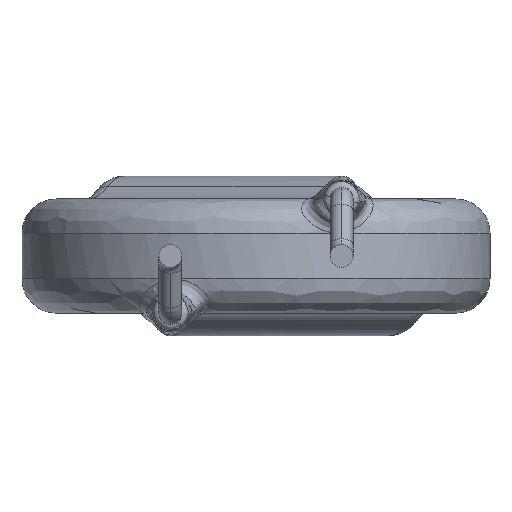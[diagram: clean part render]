
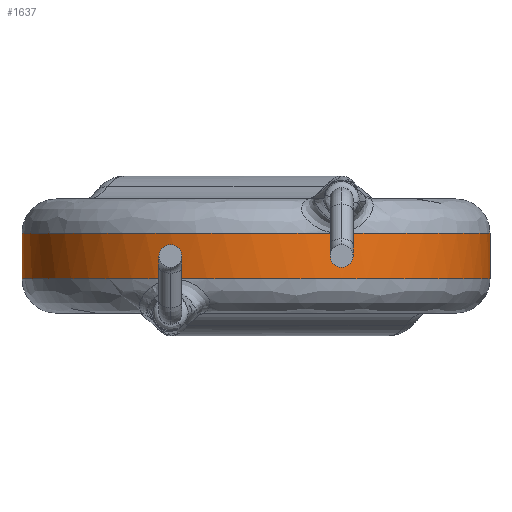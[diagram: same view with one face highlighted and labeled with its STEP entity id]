
A CAD part, front view. The second image highlights one B-rep face of the part: STEP entity #1637.
In plain terms, the highlighted cylindrical face has radius 10.25 mm (diameter 20.5 mm), a partial arc.
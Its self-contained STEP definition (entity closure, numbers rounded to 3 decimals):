
#5 = CARTESIAN_POINT ( 'NONE',  ( -10.25, 0., -1. ) ) ;
#9 = AXIS2_PLACEMENT_3D ( 'NONE', #3409, #1694, #3387 ) ;
#105 = CARTESIAN_POINT ( 'NONE',  ( 1.342, -10.25, -1. ) ) ;
#273 = B_SPLINE_CURVE_WITH_KNOTS ( 'NONE', 3,
 ( #5, #1433, #2840, #3913, #1535, #3284, #1183, #2944, #4363, #105, #1666, #3427, #3085, #2693, #1687, #4141, #999, #1970 ),
 .UNSPECIFIED., .F., .F.,
 ( 4, 2, 2, 2, 2, 2, 2, 2, 4 ),
 ( 0.5, 0.563, 0.625, 0.688, 0.75, 0.813, 0.875, 0.938, 1. ),
 .UNSPECIFIED. ) ;
#321 = CARTESIAN_POINT ( 'NONE',  ( 10.25, 0., 1. ) ) ;
#464 = CARTESIAN_POINT ( 'NONE',  ( -8.956, -5.162, 1. ) ) ;
#520 = CYLINDRICAL_SURFACE ( 'NONE', #9, 10.25 ) ;
#715 = VECTOR ( 'NONE', #1148, 1000. ) ;
#799 = LINE ( 'NONE', #4331, #715 ) ;
#822 = EDGE_CURVE ( 'NONE', #857, #3964, #2392, .T. ) ;
#857 = VERTEX_POINT ( 'NONE', #3180 ) ;
#863 = CARTESIAN_POINT ( 'NONE',  ( 10.25, 0., -1. ) ) ;
#871 = EDGE_CURVE ( 'NONE', #4309, #2471, #273, .T. ) ;
#999 = CARTESIAN_POINT ( 'NONE',  ( 10.25, -1.342, -1. ) ) ;
#1014 = CARTESIAN_POINT ( 'NONE',  ( 2.683, -9.983, 1. ) ) ;
#1148 = DIRECTION ( 'NONE',  ( 0., 0., -1. ) ) ;
#1183 = CARTESIAN_POINT ( 'NONE',  ( -5.162, -8.956, -1. ) ) ;
#1344 = CARTESIAN_POINT ( 'NONE',  ( 9.983, -2.683, 1. ) ) ;
#1415 = CARTESIAN_POINT ( 'NONE',  ( 10.25, -1.342, 1. ) ) ;
#1433 = CARTESIAN_POINT ( 'NONE',  ( -10.25, -1.342, -1. ) ) ;
#1490 = CARTESIAN_POINT ( 'NONE',  ( -10.25, 0., 1. ) ) ;
#1535 = CARTESIAN_POINT ( 'NONE',  ( -8.197, -6.299, -1. ) ) ;
#1637 = ADVANCED_FACE ( 'NONE', ( #1645 ), #520, .T. ) ;
#1645 = FACE_OUTER_BOUND ( 'NONE', #3660, .T. ) ;
#1666 = CARTESIAN_POINT ( 'NONE',  ( 2.683, -9.983, -1. ) ) ;
#1687 = CARTESIAN_POINT ( 'NONE',  ( 8.956, -5.162, -1. ) ) ;
#1694 = DIRECTION ( 'NONE',  ( 0., 0., -1. ) ) ;
#1728 = CARTESIAN_POINT ( 'NONE',  ( 8.197, -6.299, 1. ) ) ;
#1797 = CARTESIAN_POINT ( 'NONE',  ( -9.983, -2.683, 1. ) ) ;
#1831 = LINE ( 'NONE', #4353, #4202 ) ;
#1970 = CARTESIAN_POINT ( 'NONE',  ( 10.25, 0., -1. ) ) ;
#2001 = EDGE_CURVE ( 'NONE', #857, #2471, #1831, .T. ) ;
#2009 = EDGE_CURVE ( 'NONE', #3964, #4309, #799, .T. ) ;
#2071 = CARTESIAN_POINT ( 'NONE',  ( 8.956, -5.162, 1. ) ) ;
#2097 = CARTESIAN_POINT ( 'NONE',  ( 1.342, -10.25, 1. ) ) ;
#2116 = CARTESIAN_POINT ( 'NONE',  ( -6.299, -8.197, 1. ) ) ;
#2252 = CARTESIAN_POINT ( 'NONE',  ( -10.25, 0., 1. ) ) ;
#2392 = B_SPLINE_CURVE_WITH_KNOTS ( 'NONE', 3,
 ( #321, #1415, #1344, #2071, #1728, #3122, #4200, #1014, #2097, #4219, #2463, #3874, #2116, #3516, #464, #1797, #2848, #1490 ),
 .UNSPECIFIED., .F., .F.,
 ( 4, 2, 2, 2, 2, 2, 2, 2, 4 ),
 ( 0., 0.063, 0.125, 0.187, 0.25, 0.312, 0.375, 0.438, 0.5 ),
 .UNSPECIFIED. ) ;
#2435 = CARTESIAN_POINT ( 'NONE',  ( -10.25, 0., -1. ) ) ;
#2463 = CARTESIAN_POINT ( 'NONE',  ( -2.683, -9.983, 1. ) ) ;
#2471 = VERTEX_POINT ( 'NONE', #863 ) ;
#2574 = ORIENTED_EDGE ( 'NONE', *, *, #2001, .F. ) ;
#2639 = ORIENTED_EDGE ( 'NONE', *, *, #2009, .T. ) ;
#2662 = ORIENTED_EDGE ( 'NONE', *, *, #871, .T. ) ;
#2693 = CARTESIAN_POINT ( 'NONE',  ( 8.197, -6.299, -1. ) ) ;
#2840 = CARTESIAN_POINT ( 'NONE',  ( -9.983, -2.683, -1. ) ) ;
#2848 = CARTESIAN_POINT ( 'NONE',  ( -10.25, -1.342, 1. ) ) ;
#2909 = DIRECTION ( 'NONE',  ( 0., 0., -1. ) ) ;
#2944 = CARTESIAN_POINT ( 'NONE',  ( -2.683, -9.983, -1. ) ) ;
#3069 = ORIENTED_EDGE ( 'NONE', *, *, #822, .T. ) ;
#3085 = CARTESIAN_POINT ( 'NONE',  ( 6.299, -8.197, -1. ) ) ;
#3122 = CARTESIAN_POINT ( 'NONE',  ( 6.299, -8.197, 1. ) ) ;
#3180 = CARTESIAN_POINT ( 'NONE',  ( 10.25, 0., 1. ) ) ;
#3284 = CARTESIAN_POINT ( 'NONE',  ( -6.299, -8.197, -1. ) ) ;
#3387 = DIRECTION ( 'NONE',  ( -1., 0., 0. ) ) ;
#3409 = CARTESIAN_POINT ( 'NONE',  ( 0., 0., 2.5 ) ) ;
#3427 = CARTESIAN_POINT ( 'NONE',  ( 5.162, -8.956, -1. ) ) ;
#3516 = CARTESIAN_POINT ( 'NONE',  ( -8.197, -6.299, 1. ) ) ;
#3660 = EDGE_LOOP ( 'NONE', ( #2574, #3069, #2639, #2662 ) ) ;
#3874 = CARTESIAN_POINT ( 'NONE',  ( -5.162, -8.956, 1. ) ) ;
#3913 = CARTESIAN_POINT ( 'NONE',  ( -8.956, -5.162, -1. ) ) ;
#3964 = VERTEX_POINT ( 'NONE', #2252 ) ;
#4141 = CARTESIAN_POINT ( 'NONE',  ( 9.983, -2.683, -1. ) ) ;
#4200 = CARTESIAN_POINT ( 'NONE',  ( 5.162, -8.956, 1. ) ) ;
#4202 = VECTOR ( 'NONE', #2909, 1000. ) ;
#4219 = CARTESIAN_POINT ( 'NONE',  ( -1.342, -10.25, 1. ) ) ;
#4309 = VERTEX_POINT ( 'NONE', #2435 ) ;
#4331 = CARTESIAN_POINT ( 'NONE',  ( -10.25, 0., 2.5 ) ) ;
#4353 = CARTESIAN_POINT ( 'NONE',  ( 10.25, 0., 2.5 ) ) ;
#4363 = CARTESIAN_POINT ( 'NONE',  ( -1.342, -10.25, -1. ) ) ;
